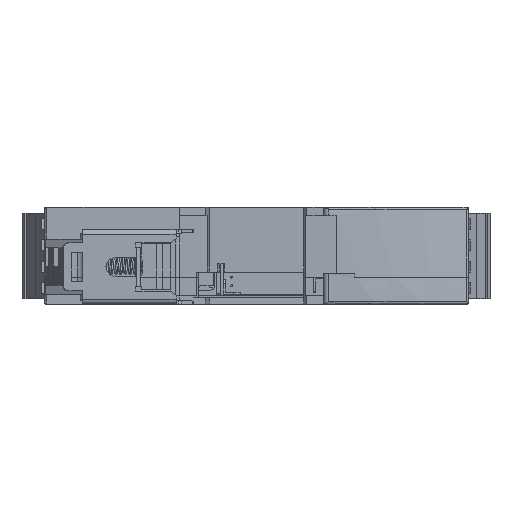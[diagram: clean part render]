
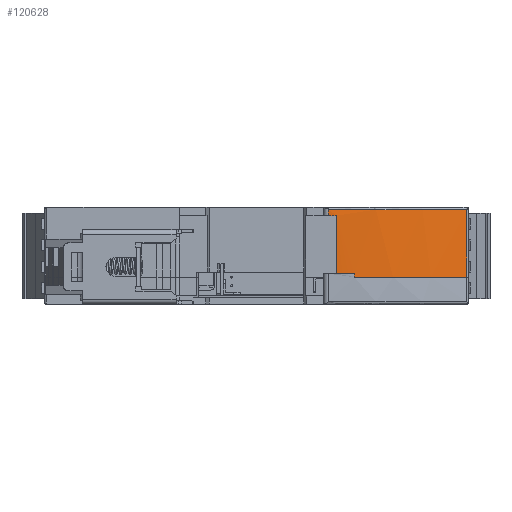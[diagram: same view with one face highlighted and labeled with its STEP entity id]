
A CAD part, front view. The second image highlights one B-rep face of the part: STEP entity #120628.
In plain terms, the highlighted cylindrical face has radius 80 mm (diameter 160 mm), a partial arc.
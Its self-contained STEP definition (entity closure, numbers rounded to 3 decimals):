
#95209=CARTESIAN_POINT('',(13.5,83.25,
-2.5));
#95210=DIRECTION('',(0.,0.,1.));
#95211=DIRECTION('',(0.118,-0.993,0.));
#95212=AXIS2_PLACEMENT_3D('',#95209,#95210,#95211);
#96859=DIRECTION('',(0.,0.,1.));
#96860=VECTOR('',#96859,15.8);
#96861=CARTESIAN_POINT('',(49.223,11.669,
-2.5));
#96862=LINE('',#96861,#96860);
#96876=DIRECTION('',(0.,0.,1.));
#96877=VECTOR('',#96876,0.8);
#96878=CARTESIAN_POINT('',(22.9,3.804,
-2.5));
#96879=LINE('',#96878,#96877);
#96883=DIRECTION('',(0.,0.,1.));
#96884=VECTOR('',#96883,13.6);
#96885=CARTESIAN_POINT('',(18.7,3.419,
-1.7));
#96886=LINE('',#96885,#96884);
#96912=CARTESIAN_POINT('',(13.5,83.25,11.9));
#96913=DIRECTION('',(0.,0.,1.));
#96914=DIRECTION('',(0.041,-0.999,0.));
#96915=AXIS2_PLACEMENT_3D('',#96912,#96913,#96914);
#98533=CARTESIAN_POINT('',(13.5,83.25,13.3));
#98534=DIRECTION('',(0.,0.,-1.));
#98535=DIRECTION('',(0.447,-0.895,0.));
#98536=AXIS2_PLACEMENT_3D('',#98533,#98534,#98535);
#98552=DIRECTION('',(0.,0.,-1.));
#98553=VECTOR('',#98552,1.4);
#98554=CARTESIAN_POINT('',(16.741,3.316,13.3));
#98555=LINE('',#98554,#98553);
#100634=CARTESIAN_POINT('',(13.5,83.25,
-1.7));
#100635=DIRECTION('',(0.,0.,1.));
#100636=DIRECTION('',(0.065,-0.998,0.));
#100637=AXIS2_PLACEMENT_3D('',#100634,#100635,#100636);
#110757=CARTESIAN_POINT('',(22.9,3.804,
-2.5));
#110758=VERTEX_POINT('',#110757);
#110759=CARTESIAN_POINT('',(49.223,11.669,
-2.5));
#110760=VERTEX_POINT('',#110759);
#112463=CARTESIAN_POINT('',(49.223,11.669,
13.3));
#112464=VERTEX_POINT('',#112463);
#112465=CARTESIAN_POINT('',(16.741,3.316,
11.9));
#112466=CARTESIAN_POINT('',(18.7,3.419,
11.9));
#112467=VERTEX_POINT('',#112465);
#112468=VERTEX_POINT('',#112466);
#112469=CARTESIAN_POINT('',(16.741,3.316,
13.3));
#112470=VERTEX_POINT('',#112469);
#112471=CARTESIAN_POINT('',(22.9,3.804,
-1.7));
#112472=VERTEX_POINT('',#112471);
#112473=CARTESIAN_POINT('',(18.7,3.419,
-1.7));
#112474=VERTEX_POINT('',#112473);
#120607=CARTESIAN_POINT('',(13.5,83.25,
3.3));
#120608=DIRECTION('',(0.,0.,-1.));
#120609=DIRECTION('',(-1.,0.,0.));
#120610=AXIS2_PLACEMENT_3D('',#120607,#120608,#120609);
#120611=CYLINDRICAL_SURFACE('',#120610,80.);
#120613=ORIENTED_EDGE('',*,*,#120612,.F.);
#120615=ORIENTED_EDGE('',*,*,#120614,.F.);
#120617=ORIENTED_EDGE('',*,*,#120616,.F.);
#120618=ORIENTED_EDGE('',*,*,#120599,.F.);
#120619=ORIENTED_EDGE('',*,*,#119211,.F.);
#120621=ORIENTED_EDGE('',*,*,#120620,.T.);
#120623=ORIENTED_EDGE('',*,*,#120622,.F.);
#120625=ORIENTED_EDGE('',*,*,#120624,.T.);
#120626=EDGE_LOOP('',(#120613,#120615,#120617,#120618,#120619,#120621,#120623,
#120625));
#120627=FACE_OUTER_BOUND('',#120626,.F.);
#95213=CIRCLE('',#95212,80.);
#96916=CIRCLE('',#96915,80.);
#98537=CIRCLE('',#98536,80.);
#100638=CIRCLE('',#100637,80.);
#119211=EDGE_CURVE('',#110758,#110760,#95213,.T.);
#120599=EDGE_CURVE('',#110760,#112464,#96862,.T.);
#120612=EDGE_CURVE('',#112467,#112468,#96916,.T.);
#120614=EDGE_CURVE('',#112470,#112467,#98555,.T.);
#120616=EDGE_CURVE('',#112464,#112470,#98537,.T.);
#120620=EDGE_CURVE('',#110758,#112472,#96879,.T.);
#120622=EDGE_CURVE('',#112474,#112472,#100638,.T.);
#120624=EDGE_CURVE('',#112474,#112468,#96886,.T.);
#120628=ADVANCED_FACE('',(#120627),#120611,.T.);
